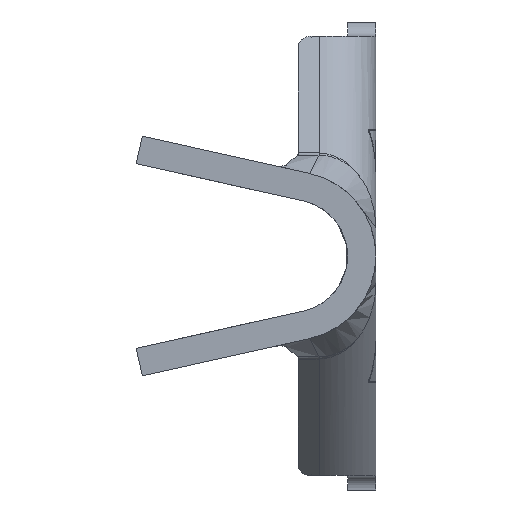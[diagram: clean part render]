
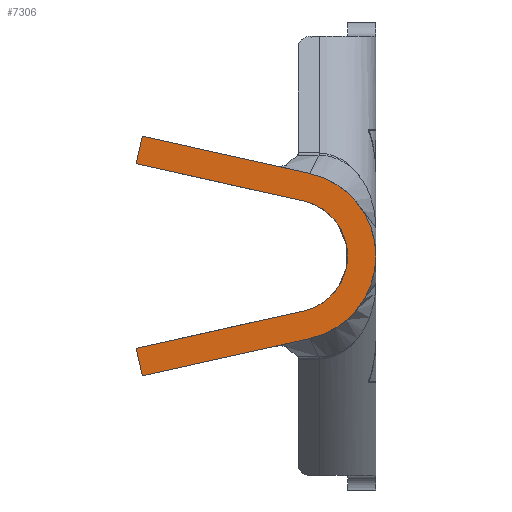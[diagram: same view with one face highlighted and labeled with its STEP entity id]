
A CAD part, left-side view. The second image highlights one B-rep face of the part: STEP entity #7306.
In plain terms, the highlighted planar face has unit normal (-1, 0, 0).
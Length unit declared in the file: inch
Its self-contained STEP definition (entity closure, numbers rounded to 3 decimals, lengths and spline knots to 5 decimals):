
#69 = CIRCLE ( 'NONE', #3295, 0.04 ) ;
#317 = CARTESIAN_POINT ( 'NONE',  ( -0.439, 0.06, 0. ) ) ;
#400 = VERTEX_POINT ( 'NONE', #5673 ) ;
#437 = VERTEX_POINT ( 'NONE', #2296 ) ;
#766 = EDGE_CURVE ( 'NONE', #5036, #437, #6653, .T. ) ;
#791 = DIRECTION ( 'NONE',  ( 0., 0., -1. ) ) ;
#849 = VECTOR ( 'NONE', #1528, 39.37008 ) ;
#886 = DIRECTION ( 'NONE',  ( 0., -0.976, -0.217 ) ) ;
#1086 = ORIENTED_EDGE ( 'NONE', *, *, #5646, .F. ) ;
#1144 = VECTOR ( 'NONE', #1324, 39.37008 ) ;
#1239 = VERTEX_POINT ( 'NONE', #2327 ) ;
#1282 = CIRCLE ( 'NONE', #4496, 0.06 ) ;
#1300 = VERTEX_POINT ( 'NONE', #3524 ) ;
#1324 = DIRECTION ( 'NONE',  ( 0., -0.217, 0.976 ) ) ;
#1483 = EDGE_CURVE ( 'NONE', #437, #6141, #69, .T. ) ;
#1516 = CARTESIAN_POINT ( 'NONE',  ( -0.439, 0.0513, -0.03904 ) ) ;
#1518 = DIRECTION ( 'NONE',  ( 0., 0., -1. ) ) ;
#1528 = DIRECTION ( 'NONE',  ( 0., 0.976, 0.217 ) ) ;
#1637 = CARTESIAN_POINT ( 'NONE',  ( -0.439, 0.04696, -0.05857 ) ) ;
#1825 = CARTESIAN_POINT ( 'NONE',  ( -0.439, 0.17, -0.06548 ) ) ;
#1992 = EDGE_CURVE ( 'NONE', #5721, #1239, #3725, .T. ) ;
#2079 = PLANE ( 'NONE',  #6550 ) ;
#2134 = EDGE_CURVE ( 'NONE', #6141, #400, #4375, .T. ) ;
#2296 = CARTESIAN_POINT ( 'NONE',  ( -0.439, 0.0513, -0.03904 ) ) ;
#2327 = CARTESIAN_POINT ( 'NONE',  ( -0.439, 0.04696, 0.05857 ) ) ;
#2513 = CARTESIAN_POINT ( 'NONE',  ( -0.439, 0.17, -0.06548 ) ) ;
#2595 = DIRECTION ( 'NONE',  ( -1., 0., 0. ) ) ;
#2834 = ORIENTED_EDGE ( 'NONE', *, *, #3595, .F. ) ;
#2904 = CARTESIAN_POINT ( 'NONE',  ( -0.439, 0.16565, -0.085 ) ) ;
#3295 = AXIS2_PLACEMENT_3D ( 'NONE', #317, #2595, #4872 ) ;
#3498 = EDGE_LOOP ( 'NONE', ( #2834, #7399, #6712, #3529, #5944, #5242, #3794, #1086 ) ) ;
#3504 = EDGE_CURVE ( 'NONE', #400, #5721, #4163, .T. ) ;
#3524 = CARTESIAN_POINT ( 'NONE',  ( -0.439, 0.04696, -0.05857 ) ) ;
#3529 = ORIENTED_EDGE ( 'NONE', *, *, #2134, .F. ) ;
#3595 = EDGE_CURVE ( 'NONE', #1239, #1300, #1282, .T. ) ;
#3631 = CARTESIAN_POINT ( 'NONE',  ( -0.439, 0.06, 0. ) ) ;
#3725 = LINE ( 'NONE', #6012, #7363 ) ;
#3794 = ORIENTED_EDGE ( 'NONE', *, *, #6753, .F. ) ;
#3800 = DIRECTION ( 'NONE',  ( 0., -0.976, 0.217 ) ) ;
#3932 = DIRECTION ( 'NONE',  ( 0., 0.976, -0.217 ) ) ;
#4117 = DIRECTION ( 'NONE',  ( 0., 0.217, 0.976 ) ) ;
#4163 = LINE ( 'NONE', #6452, #1144 ) ;
#4361 = CARTESIAN_POINT ( 'NONE',  ( -0.439, 0.06, 0. ) ) ;
#4375 = LINE ( 'NONE', #6668, #849 ) ;
#4496 = AXIS2_PLACEMENT_3D ( 'NONE', #3631, #5919, #791 ) ;
#4872 = DIRECTION ( 'NONE',  ( 0., 0., -1. ) ) ;
#5000 = VECTOR ( 'NONE', #4117, 39.37008 ) ;
#5036 = VERTEX_POINT ( 'NONE', #2513 ) ;
#5242 = ORIENTED_EDGE ( 'NONE', *, *, #766, .F. ) ;
#5646 = EDGE_CURVE ( 'NONE', #1300, #7058, #6782, .T. ) ;
#5673 = CARTESIAN_POINT ( 'NONE',  ( -0.439, 0.17, 0.06548 ) ) ;
#5721 = VERTEX_POINT ( 'NONE', #6329 ) ;
#5852 = VECTOR ( 'NONE', #3800, 39.37008 ) ;
#5919 = DIRECTION ( 'NONE',  ( 1., 0., 0. ) ) ;
#5944 = ORIENTED_EDGE ( 'NONE', *, *, #1483, .F. ) ;
#6012 = CARTESIAN_POINT ( 'NONE',  ( -0.439, 0.04696, 0.05857 ) ) ;
#6141 = VERTEX_POINT ( 'NONE', #6954 ) ;
#6214 = VECTOR ( 'NONE', #3932, 39.37008 ) ;
#6329 = CARTESIAN_POINT ( 'NONE',  ( -0.439, 0.16565, 0.085 ) ) ;
#6452 = CARTESIAN_POINT ( 'NONE',  ( -0.439, 0.17, 0.06548 ) ) ;
#6550 = AXIS2_PLACEMENT_3D ( 'NONE', #4361, #6656, #1518 ) ;
#6653 = LINE ( 'NONE', #1516, #5852 ) ;
#6656 = DIRECTION ( 'NONE',  ( 1., 0., 0. ) ) ;
#6668 = CARTESIAN_POINT ( 'NONE',  ( -0.439, 0.0513, 0.03904 ) ) ;
#6712 = ORIENTED_EDGE ( 'NONE', *, *, #3504, .F. ) ;
#6753 = EDGE_CURVE ( 'NONE', #7058, #5036, #6967, .T. ) ;
#6782 = LINE ( 'NONE', #1637, #6214 ) ;
#6954 = CARTESIAN_POINT ( 'NONE',  ( -0.439, 0.0513, 0.03904 ) ) ;
#6967 = LINE ( 'NONE', #1825, #5000 ) ;
#7058 = VERTEX_POINT ( 'NONE', #2904 ) ;
#7215 = FACE_OUTER_BOUND ( 'NONE', #3498, .T. ) ;
#7306 = ADVANCED_FACE ( 'NONE', ( #7215 ), #2079, .F. ) ;
#7363 = VECTOR ( 'NONE', #886, 39.37008 ) ;
#7399 = ORIENTED_EDGE ( 'NONE', *, *, #1992, .F. ) ;
